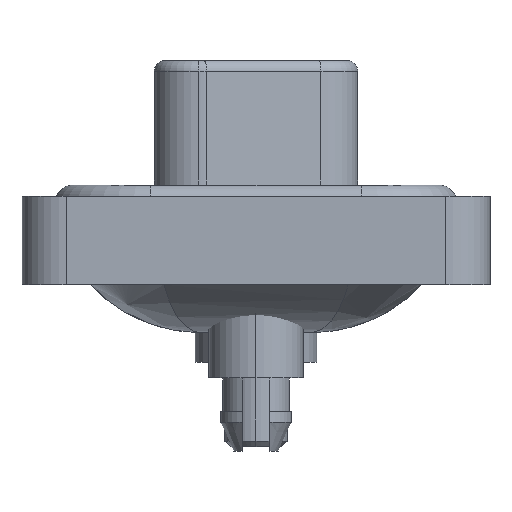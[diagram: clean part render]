
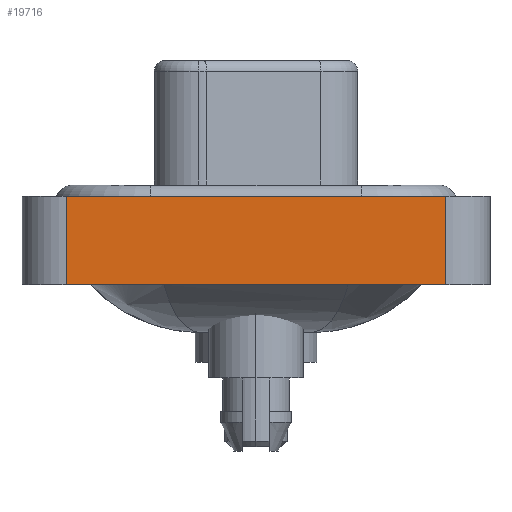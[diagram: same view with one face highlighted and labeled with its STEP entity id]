
A CAD part, left-side view. The second image highlights one B-rep face of the part: STEP entity #19716.
In plain terms, the highlighted planar face has unit normal (-1, 0, 0).
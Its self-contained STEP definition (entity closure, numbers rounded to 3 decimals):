
#753 = DIRECTION ( 'NONE',  ( 0., -1., 0. ) ) ;
#1208 = DIRECTION ( 'NONE',  ( 0., -1., 0. ) ) ;
#1984 = LINE ( 'NONE', #3899, #8194 ) ;
#2355 = VECTOR ( 'NONE', #1208, 1000. ) ;
#2664 = LINE ( 'NONE', #5408, #6004 ) ;
#2760 = VERTEX_POINT ( 'NONE', #17724 ) ;
#3784 = DIRECTION ( 'NONE',  ( 0., 0., 1. ) ) ;
#3899 = CARTESIAN_POINT ( 'NONE',  ( -7.3, -8.55, 0.4 ) ) ;
#4260 = ORIENTED_EDGE ( 'NONE', *, *, #8366, .T. ) ;
#4552 = CARTESIAN_POINT ( 'NONE',  ( -7.3, -8.55, -3.6 ) ) ;
#5401 = CARTESIAN_POINT ( 'NONE',  ( -7.3, -8.55, 0.4 ) ) ;
#5408 = CARTESIAN_POINT ( 'NONE',  ( -7.3, -8.55, -3.6 ) ) ;
#5592 = CARTESIAN_POINT ( 'NONE',  ( -7.3, -8.55, -3.6 ) ) ;
#5789 = FACE_OUTER_BOUND ( 'NONE', #13845, .T. ) ;
#6004 = VECTOR ( 'NONE', #3784, 1000. ) ;
#6093 = EDGE_CURVE ( 'NONE', #2760, #15811, #18095, .T. ) ;
#6103 = VERTEX_POINT ( 'NONE', #5401 ) ;
#7215 = DIRECTION ( 'NONE',  ( -1., 0., 0. ) ) ;
#7701 = AXIS2_PLACEMENT_3D ( 'NONE', #5592, #7215, #18111 ) ;
#7822 = CARTESIAN_POINT ( 'NONE',  ( -7.3, 8.55, 0.4 ) ) ;
#8194 = VECTOR ( 'NONE', #753, 1000. ) ;
#8366 = EDGE_CURVE ( 'NONE', #15811, #6103, #2664, .T. ) ;
#8401 = CARTESIAN_POINT ( 'NONE',  ( -7.3, 8.55, -3.6 ) ) ;
#10286 = ORIENTED_EDGE ( 'NONE', *, *, #15303, .F. ) ;
#10534 = EDGE_CURVE ( 'NONE', #2760, #13178, #17578, .T. ) ;
#11207 = ORIENTED_EDGE ( 'NONE', *, *, #6093, .T. ) ;
#12140 = VECTOR ( 'NONE', #14544, 1000. ) ;
#13178 = VERTEX_POINT ( 'NONE', #7822 ) ;
#13260 = PLANE ( 'NONE',  #7701 ) ;
#13845 = EDGE_LOOP ( 'NONE', ( #4260, #10286, #14948, #11207 ) ) ;
#14544 = DIRECTION ( 'NONE',  ( 0., 0., 1. ) ) ;
#14948 = ORIENTED_EDGE ( 'NONE', *, *, #10534, .F. ) ;
#15303 = EDGE_CURVE ( 'NONE', #13178, #6103, #1984, .T. ) ;
#15811 = VERTEX_POINT ( 'NONE', #4552 ) ;
#15903 = CARTESIAN_POINT ( 'NONE',  ( -7.3, -8.55, -3.6 ) ) ;
#17578 = LINE ( 'NONE', #8401, #12140 ) ;
#17724 = CARTESIAN_POINT ( 'NONE',  ( -7.3, 8.55, -3.6 ) ) ;
#18095 = LINE ( 'NONE', #15903, #2355 ) ;
#18111 = DIRECTION ( 'NONE',  ( 0., 0., 1. ) ) ;
#19716 = ADVANCED_FACE ( 'NONE', ( #5789 ), #13260, .T. ) ;
